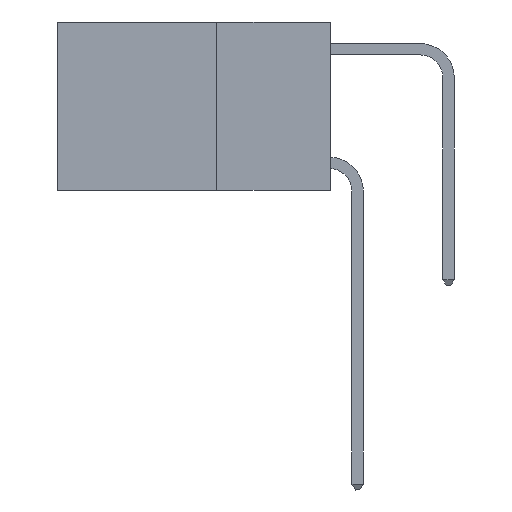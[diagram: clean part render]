
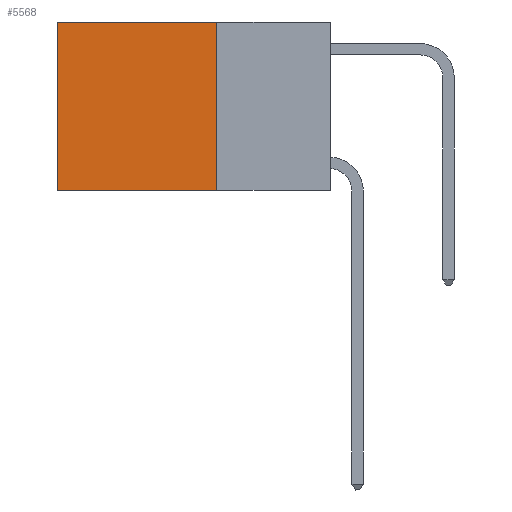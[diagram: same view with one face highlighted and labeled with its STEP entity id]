
A CAD part, left-side view. The second image highlights one B-rep face of the part: STEP entity #5568.
In plain terms, the highlighted planar face has unit normal (-1, 0, 0).
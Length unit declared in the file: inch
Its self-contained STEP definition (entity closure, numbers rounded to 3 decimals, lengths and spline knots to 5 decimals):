
#239 = VECTOR ( 'NONE', #4547, 39.37008 ) ;
#420 = VERTEX_POINT ( 'NONE', #5812 ) ;
#932 = ORIENTED_EDGE ( 'NONE', *, *, #8330, .F. ) ;
#1457 = CARTESIAN_POINT ( 'NONE',  ( 0.2625, 0.6, 0. ) ) ;
#1784 = CARTESIAN_POINT ( 'NONE',  ( 0.2625, 0.25, 0. ) ) ;
#2312 = LINE ( 'NONE', #7900, #7170 ) ;
#2589 = VECTOR ( 'NONE', #7863, 39.37008 ) ;
#2713 = DIRECTION ( 'NONE',  ( 1., 0., 0. ) ) ;
#3138 = LINE ( 'NONE', #6932, #2589 ) ;
#3287 = ORIENTED_EDGE ( 'NONE', *, *, #7099, .T. ) ;
#3657 = DIRECTION ( 'NONE',  ( 0., 0., -1. ) ) ;
#3948 = AXIS2_PLACEMENT_3D ( 'NONE', #1784, #2713, #9427 ) ;
#4547 = DIRECTION ( 'NONE',  ( 0., 0., -1. ) ) ;
#5058 = DIRECTION ( 'NONE',  ( 0., 1., 0. ) ) ;
#5210 = LINE ( 'NONE', #11962, #239 ) ;
#5421 = VERTEX_POINT ( 'NONE', #1457 ) ;
#5515 = CARTESIAN_POINT ( 'NONE',  ( 0.2625, 0.25, 0. ) ) ;
#5568 = ADVANCED_FACE ( 'NONE', ( #5913 ), #9391, .F. ) ;
#5812 = CARTESIAN_POINT ( 'NONE',  ( 0.2625, 0.6, -0.37 ) ) ;
#5913 = FACE_OUTER_BOUND ( 'NONE', #7140, .T. ) ;
#5947 = EDGE_CURVE ( 'NONE', #5421, #420, #7190, .T. ) ;
#6644 = CARTESIAN_POINT ( 'NONE',  ( 0.2625, 0.6, 0. ) ) ;
#6932 = CARTESIAN_POINT ( 'NONE',  ( 0.2625, 0.25, -0.37 ) ) ;
#7039 = EDGE_CURVE ( 'NONE', #11429, #420, #3138, .T. ) ;
#7099 = EDGE_CURVE ( 'NONE', #8244, #5421, #2312, .T. ) ;
#7140 = EDGE_LOOP ( 'NONE', ( #8181, #10576, #932, #3287 ) ) ;
#7170 = VECTOR ( 'NONE', #5058, 39.37008 ) ;
#7190 = LINE ( 'NONE', #6644, #9359 ) ;
#7863 = DIRECTION ( 'NONE',  ( 0., 1., 0. ) ) ;
#7900 = CARTESIAN_POINT ( 'NONE',  ( 0.2625, 0.25, 0. ) ) ;
#8181 = ORIENTED_EDGE ( 'NONE', *, *, #5947, .T. ) ;
#8244 = VERTEX_POINT ( 'NONE', #5515 ) ;
#8330 = EDGE_CURVE ( 'NONE', #8244, #11429, #5210, .T. ) ;
#8360 = CARTESIAN_POINT ( 'NONE',  ( 0.2625, 0.25, -0.37 ) ) ;
#9359 = VECTOR ( 'NONE', #3657, 39.37008 ) ;
#9391 = PLANE ( 'NONE',  #3948 ) ;
#9427 = DIRECTION ( 'NONE',  ( 0., 0., -1. ) ) ;
#10576 = ORIENTED_EDGE ( 'NONE', *, *, #7039, .F. ) ;
#11429 = VERTEX_POINT ( 'NONE', #8360 ) ;
#11962 = CARTESIAN_POINT ( 'NONE',  ( 0.2625, 0.25, 0. ) ) ;
